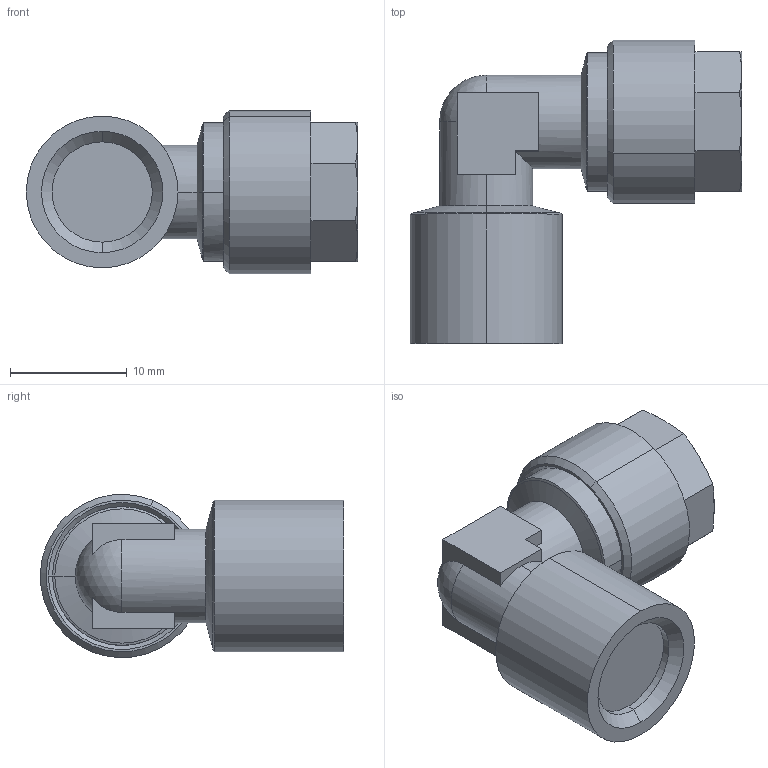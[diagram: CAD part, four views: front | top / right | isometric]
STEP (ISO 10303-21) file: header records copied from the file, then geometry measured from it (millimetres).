
FILE_DESCRIPTION(/* description */ ('VariCAD 2016-1.06 AP-214'),/* implementation_level */ '2;1');
FILE_NAME(/* name */ 'gcki_186_msv.stp',/* time_stamp */ '2016-06-16T10:55:08+02:00',/* author */ (''),/* organization */ (''),/* preprocessor_version */ 'ST-DEVELOPER v14',/* originating_system */ 'VariCAD 2016-1.06; kernel version (20130303)',/* authorisation */ '');
FILE_SCHEMA (('AUTOMOTIVE_DESIGN'));
Length unit declared in the file: millimetre
Products named in the file (2): gcki_186_msv; GCKI 186 MSV
Assembly tree (1 placements, depth 2):
  gcki_186_msv
    GCKI 186 MSV
Bounding box: 28.4 x 25.99 x 13.99 mm (x, y, z)
Volume: 4035.8 mm3; surface area: 1984 mm2
Topology: 1 solids, 1 shells, 67 faces, 155 edges, 94 vertices
Faces by surface type: plane 28, cone 18, cylinder 14, torus 6, sphere 1
Entity records: 1994 total; most frequent: CARTESIAN_POINT 418, DIRECTION 336, ORIENTED_EDGE 310, EDGE_CURVE 155, AXIS2_PLACEMENT_3D 132, VERTEX_POINT 94, LINE 72, VECTOR 72
